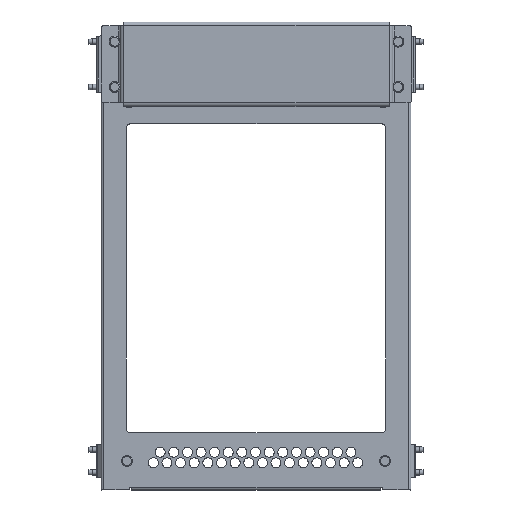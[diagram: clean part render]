
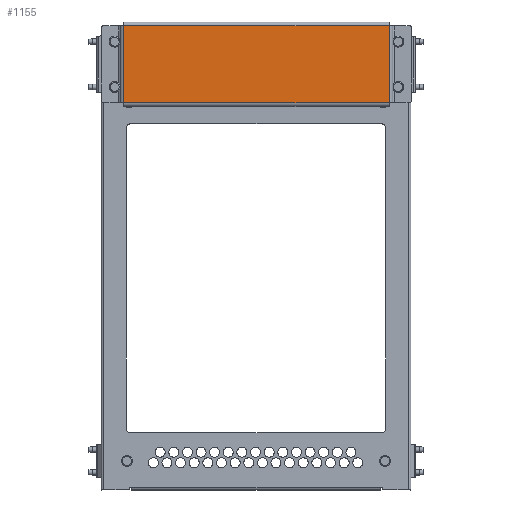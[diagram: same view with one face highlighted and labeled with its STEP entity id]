
A CAD part, top view. The second image highlights one B-rep face of the part: STEP entity #1155.
In plain terms, the highlighted planar face has unit normal (0, 0, 1).
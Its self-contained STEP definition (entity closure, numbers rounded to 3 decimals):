
#1155=ADVANCED_FACE('',(#2465),#2466,.T.);
#2465=FACE_OUTER_BOUND('',#3847,.T.);
#2466=PLANE('',#3848);
#3847=EDGE_LOOP('',(#7347,#7348,#7349,#7350));
#3848=AXIS2_PLACEMENT_3D('',#7351,#7352,#7353);
#7347=ORIENTED_EDGE('',*,*,#9253,.T.);
#7348=ORIENTED_EDGE('',*,*,#9276,.F.);
#7349=ORIENTED_EDGE('',*,*,#9238,.T.);
#7350=ORIENTED_EDGE('',*,*,#9277,.T.);
#7351=CARTESIAN_POINT('',(257.45,511.0,65.55));
#7352=DIRECTION('',(0.0,0.0,1.0));
#7353=DIRECTION('',(-1.0,0.0,0.0));
#9238=EDGE_CURVE('',#11395,#11346,#11399,.T.);
#9253=EDGE_CURVE('',#11386,#11313,#11415,.T.);
#9276=EDGE_CURVE('',#11395,#11313,#11441,.T.);
#9277=EDGE_CURVE('',#11346,#11386,#11442,.T.);
#11313=VERTEX_POINT('',#14415);
#11346=VERTEX_POINT('',#14458);
#11386=VERTEX_POINT('',#14516);
#11395=VERTEX_POINT('',#14527);
#11399=LINE('',#14532,#14533);
#11415=LINE('',#14555,#14556);
#11441=LINE('',#14588,#14589);
#11442=LINE('',#14590,#14591);
#14415=CARTESIAN_POINT('',(330.45,426.0,65.55));
#14458=CARTESIAN_POINT('',(38.45,511.0,65.55));
#14516=CARTESIAN_POINT('',(38.45,426.0,65.55));
#14527=CARTESIAN_POINT('',(330.45,511.0,65.55));
#14532=CARTESIAN_POINT('',(184.45,511.0,65.55));
#14533=VECTOR('',#16676,1.0);
#14555=CARTESIAN_POINT('',(184.45,426.0,65.55));
#14556=VECTOR('',#16686,1.0);
#14588=CARTESIAN_POINT('',(330.45,511.0,65.55));
#14589=VECTOR('',#16714,1.0);
#14590=CARTESIAN_POINT('',(38.45,511.0,65.55));
#14591=VECTOR('',#16715,1.0);
#16676=DIRECTION('',(-1.0,0.0,0.0));
#16686=DIRECTION('',(1.0,0.0,0.0));
#16714=DIRECTION('',(0.0,-1.0,0.0));
#16715=DIRECTION('',(0.0,-1.0,0.0));
